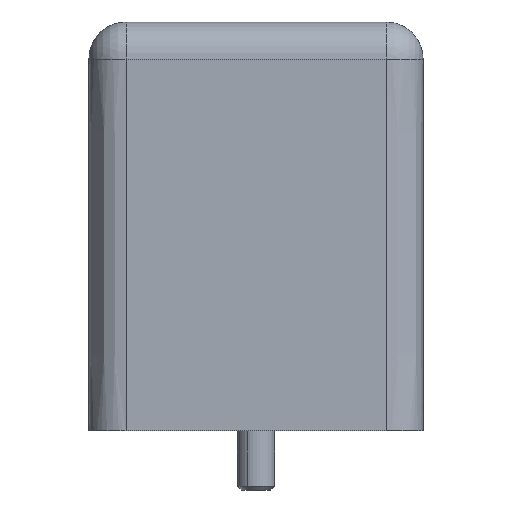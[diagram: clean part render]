
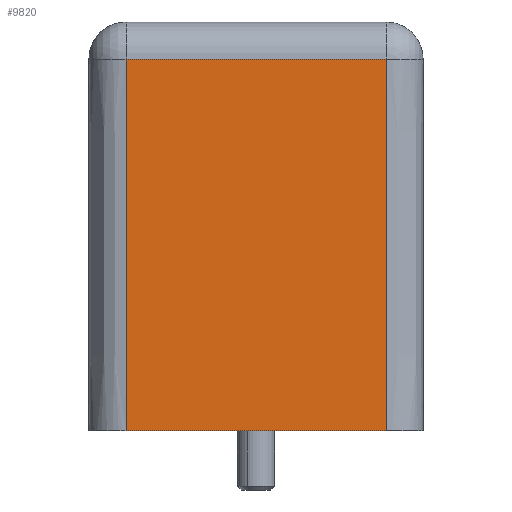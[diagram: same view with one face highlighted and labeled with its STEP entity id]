
A CAD part, front view. The second image highlights one B-rep face of the part: STEP entity #9820.
In plain terms, the highlighted planar face has unit normal (0, -1, 0).
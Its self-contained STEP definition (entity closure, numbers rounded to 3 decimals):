
#9800=AXIS2_PLACEMENT_3D('Plane Axis2P3D',#9797,#9798,#9799) ;
#6154=CARTESIAN_POINT('Vertex',(3.,0.,34.8)) ;
#6174=CARTESIAN_POINT('Line Origine',(0.,0.,34.8)) ;
#6178=CARTESIAN_POINT('Vertex',(24.,0.,34.8)) ;
#9767=CARTESIAN_POINT('Line Origine',(24.,0.,19.8)) ;
#9771=CARTESIAN_POINT('Vertex',(24.,0.,4.8)) ;
#9797=CARTESIAN_POINT('Axis2P3D Location',(0.,0.,21.3)) ;
#9802=CARTESIAN_POINT('Line Origine',(3.,0.,19.8)) ;
#9806=CARTESIAN_POINT('Vertex',(3.,0.,4.8)) ;
#9809=CARTESIAN_POINT('Line Origine',(13.5,0.,4.8)) ;
#6175=DIRECTION('Vector Direction',(1.,0.,0.)) ;
#9768=DIRECTION('Vector Direction',(0.,0.,1.)) ;
#9798=DIRECTION('Axis2P3D Direction',(0.,-1.,0.)) ;
#9799=DIRECTION('Axis2P3D XDirection',(1.,0.,0.)) ;
#9803=DIRECTION('Vector Direction',(0.,0.,1.)) ;
#9810=DIRECTION('Vector Direction',(1.,0.,0.)) ;
#6176=VECTOR('Line Direction',#6175,1.) ;
#9769=VECTOR('Line Direction',#9768,1.) ;
#9804=VECTOR('Line Direction',#9803,1.) ;
#9811=VECTOR('Line Direction',#9810,1.) ;
#9815=ORIENTED_EDGE('',*,*,#6180,.T.) ;
#9816=ORIENTED_EDGE('',*,*,#9808,.F.) ;
#9817=ORIENTED_EDGE('',*,*,#9813,.F.) ;
#9818=ORIENTED_EDGE('',*,*,#9773,.T.) ;
#9820=ADVANCED_FACE('Hauptk\X2\00F6\X0\rper',(#9819),#9801,.T.) ;
#6180=EDGE_CURVE('',#6179,#6155,#6177,.F.) ;
#9773=EDGE_CURVE('',#9772,#6179,#9770,.T.) ;
#9808=EDGE_CURVE('',#9807,#6155,#9805,.T.) ;
#9813=EDGE_CURVE('',#9772,#9807,#9812,.F.) ;
#9814=EDGE_LOOP('',(#9815,#9816,#9817,#9818)) ;
#9819=FACE_OUTER_BOUND('',#9814,.T.) ;
#6177=LINE('Line',#6174,#6176) ;
#9770=LINE('Line',#9767,#9769) ;
#9805=LINE('Line',#9802,#9804) ;
#9812=LINE('Line',#9809,#9811) ;
#9801=PLANE('',#9800) ;
#6155=VERTEX_POINT('',#6154) ;
#6179=VERTEX_POINT('',#6178) ;
#9772=VERTEX_POINT('',#9771) ;
#9807=VERTEX_POINT('',#9806) ;
